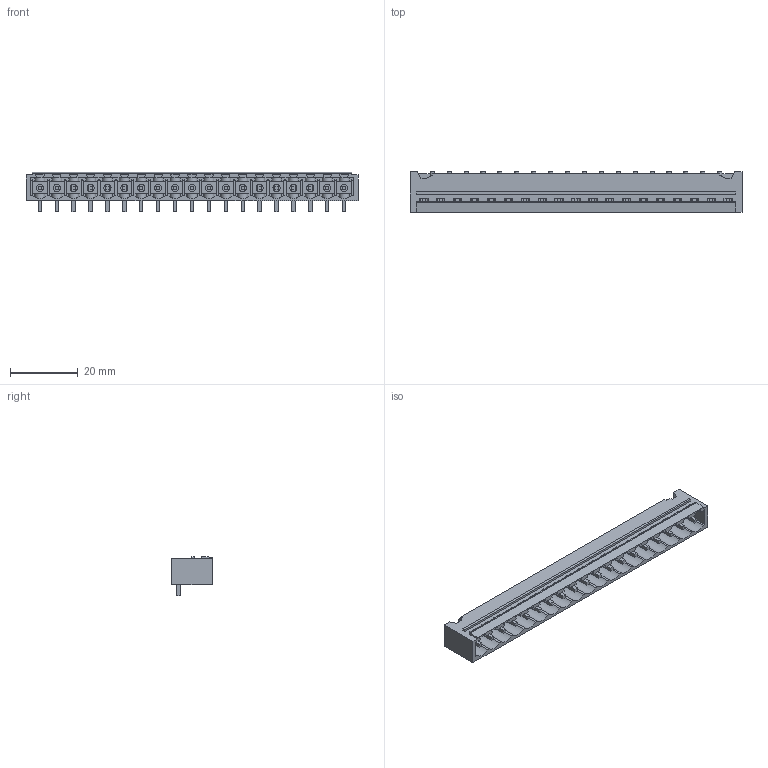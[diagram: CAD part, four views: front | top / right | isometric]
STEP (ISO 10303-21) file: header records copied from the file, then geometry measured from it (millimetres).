
FILE_DESCRIPTION(('CATIA V5 STEP Exchange','CAx-IF Rec.Pracs.--- Model Styling and Organization---1.2---2011-12-15'),'2;1');
FILE_NAME ('7592400_2_1840290000_1840290000.stp','2018-03-08T11:10:09+00:00',('none'),('Weidmueller'),'CATIA Version 5-6 Release 2014','CATIA V5 STEP AP214','none');
FILE_SCHEMA(('AUTOMOTIVE_DESIGN { 1 0 10303 214 1 1 1 1 }'));
Length unit declared in the file: millimetre
Products named in the file (1): 1840290000
Bounding box: 98.2 x 12 x 11.63 mm (x, y, z)
Volume: 3540.2 mm3; surface area: 8685.4 mm2
Topology: 20 solids, 20 shells, 1516 faces, 4653 edges, 3141 vertices
Faces by surface type: plane 1237, cylinder 245, extrusion 34
Entity records: 47842 total; most frequent: CARTESIAN_POINT 9754, ORIENTED_EDGE 9306, DIRECTION 5773, EDGE_CURVE 4653, VECTOR 3767, LINE 3733, VERTEX_POINT 3141, EDGE_LOOP 1556
